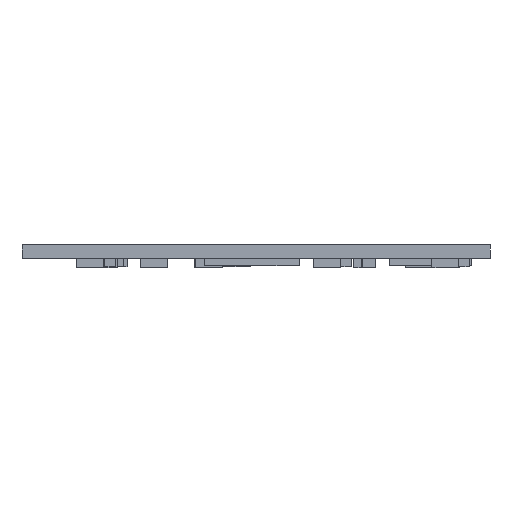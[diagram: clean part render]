
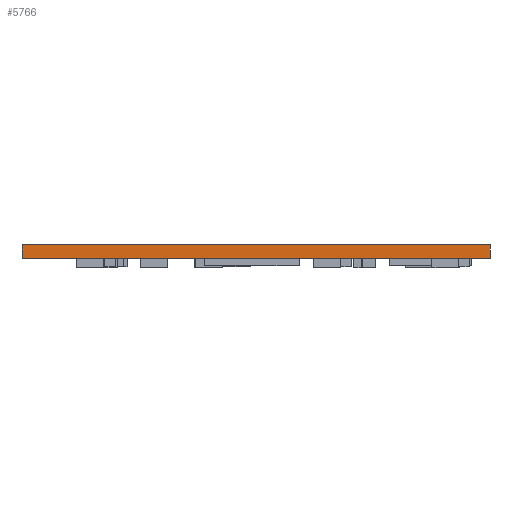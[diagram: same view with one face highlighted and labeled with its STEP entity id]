
A CAD part, left-side view. The second image highlights one B-rep face of the part: STEP entity #5766.
In plain terms, the highlighted planar face has unit normal (-1, 0, 0).
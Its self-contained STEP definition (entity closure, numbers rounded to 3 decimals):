
#827=PLANE('',#6459);
#1062=FACE_OUTER_BOUND('',#1297,.T.);
#1297=EDGE_LOOP('',(#4607,#4608,#4609,#4610));
#1924=LINE('',#9544,#2205);
#1932=LINE('',#9559,#2213);
#1933=LINE('',#9561,#2214);
#1934=LINE('',#9562,#2215);
#2205=VECTOR('',#7987,10.);
#2213=VECTOR('',#7999,10.);
#2214=VECTOR('',#8002,10.);
#2215=VECTOR('',#8003,10.);
#3077=VERTEX_POINT('',#9541);
#3078=VERTEX_POINT('',#9543);
#3082=VERTEX_POINT('',#9555);
#3083=VERTEX_POINT('',#9557);
#3724=EDGE_CURVE('',#3077,#3078,#1924,.T.);
#3732=EDGE_CURVE('',#3082,#3083,#1932,.T.);
#3733=EDGE_CURVE('',#3077,#3082,#1933,.T.);
#3734=EDGE_CURVE('',#3078,#3083,#1934,.T.);
#4607=ORIENTED_EDGE('',*,*,#3733,.T.);
#4608=ORIENTED_EDGE('',*,*,#3732,.T.);
#4609=ORIENTED_EDGE('',*,*,#3734,.F.);
#4610=ORIENTED_EDGE('',*,*,#3724,.F.);
#5766=ADVANCED_FACE('',(#1062),#827,.T.);
#6459=AXIS2_PLACEMENT_3D('',#9560,#8000,#8001);
#7987=DIRECTION('',(0.,0.,1.));
#7999=DIRECTION('',(0.,0.,1.));
#8000=DIRECTION('center_axis',(-1.,0.,0.));
#8001=DIRECTION('ref_axis',(0.,-1.,0.));
#8002=DIRECTION('',(0.,-1.,0.));
#8003=DIRECTION('',(0.,-1.,0.));
#9541=CARTESIAN_POINT('',(0.,55.,0.));
#9543=CARTESIAN_POINT('',(0.,55.,1.57));
#9544=CARTESIAN_POINT('',(0.,55.,0.));
#9555=CARTESIAN_POINT('',(0.,0.,0.));
#9557=CARTESIAN_POINT('',(0.,0.,1.57));
#9559=CARTESIAN_POINT('',(0.,0.,0.));
#9560=CARTESIAN_POINT('Origin',(0.,55.,0.));
#9561=CARTESIAN_POINT('',(0.,55.,0.));
#9562=CARTESIAN_POINT('',(0.,55.,1.57));
